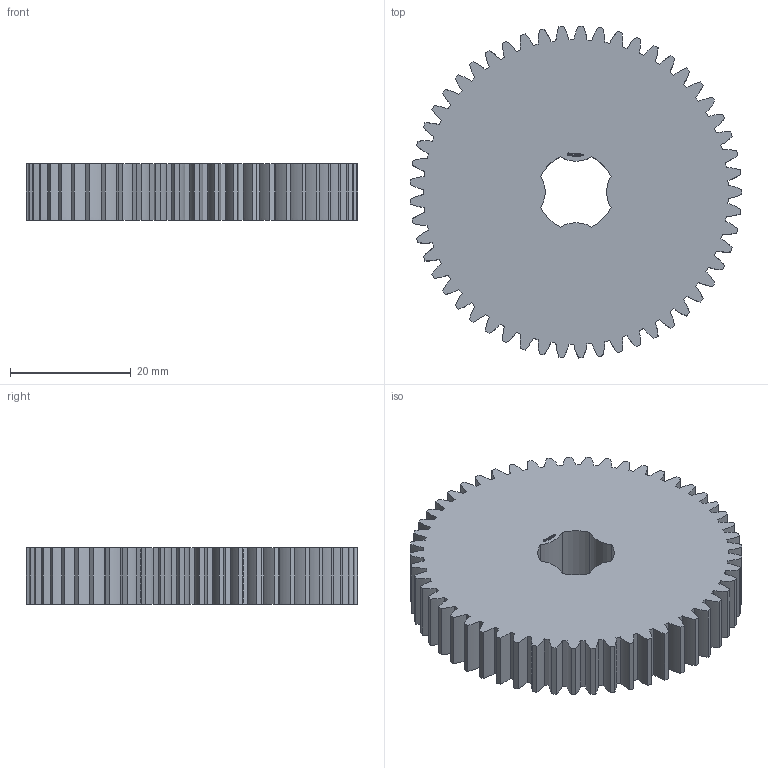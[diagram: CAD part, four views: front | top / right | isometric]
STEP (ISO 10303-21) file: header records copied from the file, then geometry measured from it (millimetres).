
FILE_DESCRIPTION(('FreeCAD Model'),'2;1');
FILE_NAME('Open CASCADE Shape Model','2024-03-10T19:34:16',(''),(''), 'Open CASCADE STEP processor 7.6','FreeCAD','Unknown');
FILE_SCHEMA(('AUTOMOTIVE_DESIGN { 1 0 10303 214 1 1 1 1 }'));
Products named in the file (1): Gear Wheel PLN TTH53 BU00.75 SFT-SHD - SPN-GWH-0191 (stemfie.org)
Bounding box: 54.97 x 54.99 x 9.38 mm (x, y, z)
Volume: 19532.1 mm3; surface area: 7710 mm2
Topology: 1 solids, 1 shells, 676 faces, 1932 edges, 1288 vertices
Faces by surface type: extrusion 344, plane 324, cylinder 8
Entity records: 61707 total; most frequent: CARTESIAN_POINT 20751, DIRECTION 5446, VECTOR 4732, LINE 4388, ORIENTED_EDGE 3864, PCURVE 3864, DEFINITIONAL_REPRESENTATION 3864, EDGE_CURVE 1932
